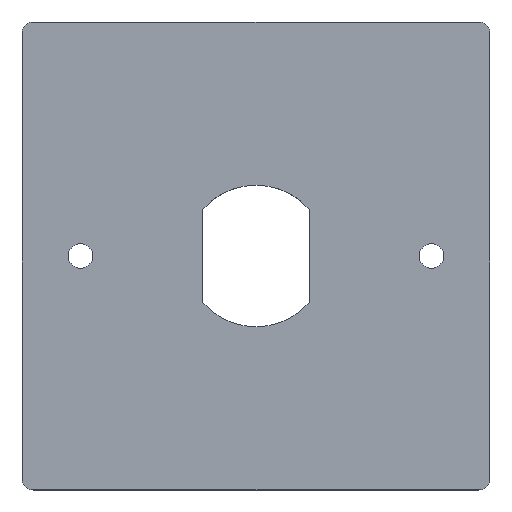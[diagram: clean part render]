
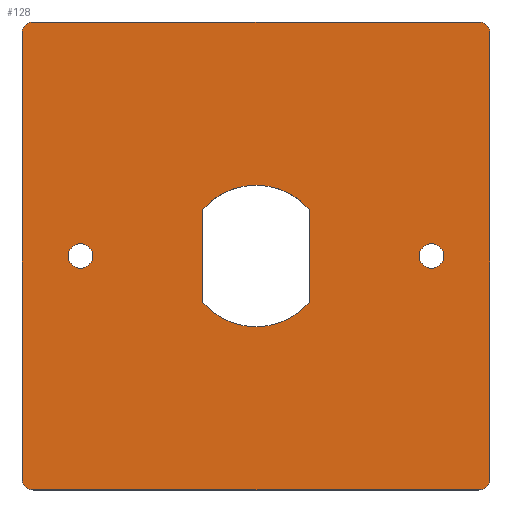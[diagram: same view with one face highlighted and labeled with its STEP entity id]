
A CAD part, top view. The second image highlights one B-rep face of the part: STEP entity #128.
In plain terms, the highlighted planar face has unit normal (0, 0, 1).
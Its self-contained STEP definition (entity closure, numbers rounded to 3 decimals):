
#3 = DIRECTION ( 'NONE',  ( 0., 0., 1. ) ) ;
#4 = VERTEX_POINT ( 'NONE', #551 ) ;
#6 = LINE ( 'NONE', #404, #138 ) ;
#10 = DIRECTION ( 'NONE',  ( 1., 0., 0. ) ) ;
#14 = EDGE_CURVE ( 'NONE', #593, #512, #194, .T. ) ;
#16 = ORIENTED_EDGE ( 'NONE', *, *, #186, .T. ) ;
#24 = VERTEX_POINT ( 'NONE', #120 ) ;
#28 = VECTOR ( 'NONE', #450, 1000. ) ;
#32 = EDGE_CURVE ( 'NONE', #473, #123, #166, .T. ) ;
#38 = ORIENTED_EDGE ( 'NONE', *, *, #554, .F. ) ;
#46 = CARTESIAN_POINT ( 'NONE',  ( 40., 40., 1.5 ) ) ;
#48 = ORIENTED_EDGE ( 'NONE', *, *, #14, .F. ) ;
#49 = AXIS2_PLACEMENT_3D ( 'NONE', #620, #520, #389 ) ;
#55 = DIRECTION ( 'NONE',  ( 0., 0., 1. ) ) ;
#61 = CIRCLE ( 'NONE', #304, 12.1 ) ;
#66 = DIRECTION ( 'NONE',  ( 0., -1., 0. ) ) ;
#71 = AXIS2_PLACEMENT_3D ( 'NONE', #214, #252, #202 ) ;
#72 = CARTESIAN_POINT ( 'NONE',  ( -32.1, 0., 1.5 ) ) ;
#74 = DIRECTION ( 'NONE',  ( 1., 0., 0. ) ) ;
#78 = EDGE_CURVE ( 'NONE', #385, #624, #485, .T. ) ;
#85 = VERTEX_POINT ( 'NONE', #369 ) ;
#98 = LINE ( 'NONE', #46, #496 ) ;
#109 = EDGE_CURVE ( 'NONE', #624, #385, #550, .T. ) ;
#120 = CARTESIAN_POINT ( 'NONE',  ( -40., 38., 1.5 ) ) ;
#123 = VERTEX_POINT ( 'NONE', #184 ) ;
#126 = ORIENTED_EDGE ( 'NONE', *, *, #231, .T. ) ;
#128 = ADVANCED_FACE ( 'NONE', ( #462, #557, #561, #413 ), #564, .T. ) ;
#129 = CARTESIAN_POINT ( 'NONE',  ( 0., 0., 1.5 ) ) ;
#131 = VERTEX_POINT ( 'NONE', #611 ) ;
#138 = VECTOR ( 'NONE', #66, 1000. ) ;
#142 = DIRECTION ( 'NONE',  ( 0., -1., 0. ) ) ;
#143 = VERTEX_POINT ( 'NONE', #530 ) ;
#151 = ORIENTED_EDGE ( 'NONE', *, *, #109, .F. ) ;
#166 = LINE ( 'NONE', #350, #398 ) ;
#175 = ORIENTED_EDGE ( 'NONE', *, *, #465, .T. ) ;
#182 = EDGE_CURVE ( 'NONE', #583, #494, #98, .T. ) ;
#184 = CARTESIAN_POINT ( 'NONE',  ( 38., -40., 1.5 ) ) ;
#186 = EDGE_CURVE ( 'NONE', #123, #583, #562, .T. ) ;
#187 = DIRECTION ( 'NONE',  ( 0., 0., 1. ) ) ;
#194 = CIRCLE ( 'NONE', #293, 2.1 ) ;
#195 = AXIS2_PLACEMENT_3D ( 'NONE', #365, #187, #329 ) ;
#197 = CIRCLE ( 'NONE', #540, 12.1 ) ;
#202 = DIRECTION ( 'NONE',  ( 1., 0., 0. ) ) ;
#212 = DIRECTION ( 'NONE',  ( -1., 0., 0. ) ) ;
#213 = ORIENTED_EDGE ( 'NONE', *, *, #457, .T. ) ;
#214 = CARTESIAN_POINT ( 'NONE',  ( -38., -38., 1.5 ) ) ;
#216 = CARTESIAN_POINT ( 'NONE',  ( 38., 38., 1.5 ) ) ;
#225 = LINE ( 'NONE', #535, #28 ) ;
#228 = CIRCLE ( 'NONE', #573, 2. ) ;
#231 = EDGE_CURVE ( 'NONE', #143, #24, #506, .T. ) ;
#233 = ORIENTED_EDGE ( 'NONE', *, *, #78, .F. ) ;
#234 = CARTESIAN_POINT ( 'NONE',  ( -27.9, 0., 1.5 ) ) ;
#235 = CARTESIAN_POINT ( 'NONE',  ( 30., 0., 1.5 ) ) ;
#236 = EDGE_CURVE ( 'NONE', #558, #4, #387, .T. ) ;
#237 = VECTOR ( 'NONE', #142, 1000. ) ;
#238 = CARTESIAN_POINT ( 'NONE',  ( -40., -40., 1.5 ) ) ;
#252 = DIRECTION ( 'NONE',  ( 0., 0., 1. ) ) ;
#258 = CARTESIAN_POINT ( 'NONE',  ( -38., 38., 1.5 ) ) ;
#268 = CARTESIAN_POINT ( 'NONE',  ( -30., 0., 1.5 ) ) ;
#284 = CIRCLE ( 'NONE', #355, 2.1 ) ;
#293 = AXIS2_PLACEMENT_3D ( 'NONE', #394, #553, #443 ) ;
#296 = VERTEX_POINT ( 'NONE', #598 ) ;
#304 = AXIS2_PLACEMENT_3D ( 'NONE', #129, #323, #552 ) ;
#323 = DIRECTION ( 'NONE',  ( 0., 0., 1. ) ) ;
#329 = DIRECTION ( 'NONE',  ( -1., 0., 0. ) ) ;
#331 = AXIS2_PLACEMENT_3D ( 'NONE', #258, #391, #432 ) ;
#332 = DIRECTION ( 'NONE',  ( 0., 0., 1. ) ) ;
#334 = EDGE_CURVE ( 'NONE', #131, #296, #225, .T. ) ;
#336 = CARTESIAN_POINT ( 'NONE',  ( 40., -38., 1.5 ) ) ;
#344 = CARTESIAN_POINT ( 'NONE',  ( 0., 0., 1.5 ) ) ;
#350 = CARTESIAN_POINT ( 'NONE',  ( -40., -40., 1.5 ) ) ;
#355 = AXIS2_PLACEMENT_3D ( 'NONE', #268, #55, #544 ) ;
#359 = EDGE_CURVE ( 'NONE', #512, #593, #284, .T. ) ;
#365 = CARTESIAN_POINT ( 'NONE',  ( 30., 0., 1.5 ) ) ;
#369 = CARTESIAN_POINT ( 'NONE',  ( -40., -38., 1.5 ) ) ;
#374 = DIRECTION ( 'NONE',  ( 0., 0., 1. ) ) ;
#385 = VERTEX_POINT ( 'NONE', #439 ) ;
#387 = LINE ( 'NONE', #436, #237 ) ;
#389 = DIRECTION ( 'NONE',  ( 1., 0., 0. ) ) ;
#391 = DIRECTION ( 'NONE',  ( 0., 0., 1. ) ) ;
#394 = CARTESIAN_POINT ( 'NONE',  ( -30., 0., 1.5 ) ) ;
#397 = DIRECTION ( 'NONE',  ( 0., 0., 1. ) ) ;
#398 = VECTOR ( 'NONE', #402, 1000. ) ;
#402 = DIRECTION ( 'NONE',  ( 1., 0., 0. ) ) ;
#404 = CARTESIAN_POINT ( 'NONE',  ( -40., 40., 1.5 ) ) ;
#410 = CARTESIAN_POINT ( 'NONE',  ( -38., -40., 1.5 ) ) ;
#412 = DIRECTION ( 'NONE',  ( 1., 0., 0. ) ) ;
#413 = FACE_OUTER_BOUND ( 'NONE', #488, .T. ) ;
#431 = EDGE_CURVE ( 'NONE', #516, #143, #493, .T. ) ;
#432 = DIRECTION ( 'NONE',  ( 1., 0., 0. ) ) ;
#436 = CARTESIAN_POINT ( 'NONE',  ( -9.1, -7.975, 1.5 ) ) ;
#439 = CARTESIAN_POINT ( 'NONE',  ( 27.9, 0., 1.5 ) ) ;
#443 = DIRECTION ( 'NONE',  ( 1., 0., 0. ) ) ;
#450 = DIRECTION ( 'NONE',  ( 0., 1., 0. ) ) ;
#453 = EDGE_CURVE ( 'NONE', #4, #131, #197, .T. ) ;
#454 = DIRECTION ( 'NONE',  ( -1., 0., 0. ) ) ;
#457 = EDGE_CURVE ( 'NONE', #24, #85, #6, .T. ) ;
#461 = ORIENTED_EDGE ( 'NONE', *, *, #182, .T. ) ;
#462 = FACE_BOUND ( 'NONE', #533, .T. ) ;
#465 = EDGE_CURVE ( 'NONE', #494, #516, #228, .T. ) ;
#467 = ORIENTED_EDGE ( 'NONE', *, *, #431, .T. ) ;
#468 = DIRECTION ( 'NONE',  ( 0., 1., 0. ) ) ;
#473 = VERTEX_POINT ( 'NONE', #410 ) ;
#478 = ORIENTED_EDGE ( 'NONE', *, *, #627, .T. ) ;
#482 = CARTESIAN_POINT ( 'NONE',  ( 32.1, 0., 1.5 ) ) ;
#485 = CIRCLE ( 'NONE', #195, 2.1 ) ;
#486 = VECTOR ( 'NONE', #212, 1000. ) ;
#488 = EDGE_LOOP ( 'NONE', ( #213, #478, #531, #16, #461, #175, #467, #126 ) ) ;
#493 = LINE ( 'NONE', #495, #486 ) ;
#494 = VERTEX_POINT ( 'NONE', #619 ) ;
#495 = CARTESIAN_POINT ( 'NONE',  ( -40., 40., 1.5 ) ) ;
#496 = VECTOR ( 'NONE', #468, 1000. ) ;
#506 = CIRCLE ( 'NONE', #331, 2. ) ;
#507 = ORIENTED_EDGE ( 'NONE', *, *, #359, .F. ) ;
#512 = VERTEX_POINT ( 'NONE', #234 ) ;
#516 = VERTEX_POINT ( 'NONE', #559 ) ;
#520 = DIRECTION ( 'NONE',  ( 0., 0., 1. ) ) ;
#526 = EDGE_LOOP ( 'NONE', ( #507, #48 ) ) ;
#529 = AXIS2_PLACEMENT_3D ( 'NONE', #235, #332, #454 ) ;
#530 = CARTESIAN_POINT ( 'NONE',  ( -38., 40., 1.5 ) ) ;
#531 = ORIENTED_EDGE ( 'NONE', *, *, #32, .T. ) ;
#533 = EDGE_LOOP ( 'NONE', ( #38, #570, #617, #567 ) ) ;
#535 = CARTESIAN_POINT ( 'NONE',  ( 9.1, -7.975, 1.5 ) ) ;
#537 = CIRCLE ( 'NONE', #71, 2. ) ;
#540 = AXIS2_PLACEMENT_3D ( 'NONE', #344, #3, #10 ) ;
#544 = DIRECTION ( 'NONE',  ( 1., 0., 0. ) ) ;
#550 = CIRCLE ( 'NONE', #529, 2.1 ) ;
#551 = CARTESIAN_POINT ( 'NONE',  ( -9.1, -7.975, 1.5 ) ) ;
#552 = DIRECTION ( 'NONE',  ( 1., 0., 0. ) ) ;
#553 = DIRECTION ( 'NONE',  ( 0., 0., 1. ) ) ;
#554 = EDGE_CURVE ( 'NONE', #296, #558, #61, .T. ) ;
#557 = FACE_BOUND ( 'NONE', #605, .T. ) ;
#558 = VERTEX_POINT ( 'NONE', #610 ) ;
#559 = CARTESIAN_POINT ( 'NONE',  ( 38., 40., 1.5 ) ) ;
#561 = FACE_BOUND ( 'NONE', #526, .T. ) ;
#562 = CIRCLE ( 'NONE', #49, 2. ) ;
#564 = PLANE ( 'NONE',  #594 ) ;
#567 = ORIENTED_EDGE ( 'NONE', *, *, #236, .F. ) ;
#570 = ORIENTED_EDGE ( 'NONE', *, *, #334, .F. ) ;
#573 = AXIS2_PLACEMENT_3D ( 'NONE', #216, #397, #412 ) ;
#583 = VERTEX_POINT ( 'NONE', #336 ) ;
#593 = VERTEX_POINT ( 'NONE', #72 ) ;
#594 = AXIS2_PLACEMENT_3D ( 'NONE', #238, #374, #74 ) ;
#598 = CARTESIAN_POINT ( 'NONE',  ( 9.1, 7.975, 1.5 ) ) ;
#605 = EDGE_LOOP ( 'NONE', ( #151, #233 ) ) ;
#610 = CARTESIAN_POINT ( 'NONE',  ( -9.1, 7.975, 1.5 ) ) ;
#611 = CARTESIAN_POINT ( 'NONE',  ( 9.1, -7.975, 1.5 ) ) ;
#617 = ORIENTED_EDGE ( 'NONE', *, *, #453, .F. ) ;
#619 = CARTESIAN_POINT ( 'NONE',  ( 40., 38., 1.5 ) ) ;
#620 = CARTESIAN_POINT ( 'NONE',  ( 38., -38., 1.5 ) ) ;
#624 = VERTEX_POINT ( 'NONE', #482 ) ;
#627 = EDGE_CURVE ( 'NONE', #85, #473, #537, .T. ) ;
